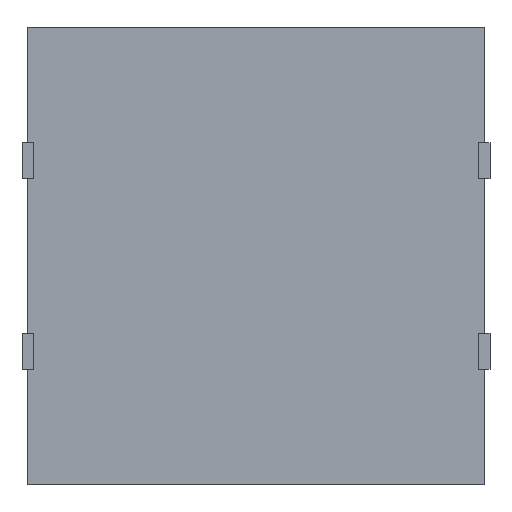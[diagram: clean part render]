
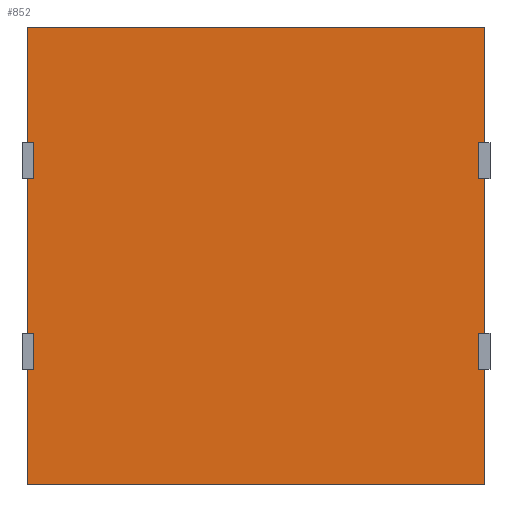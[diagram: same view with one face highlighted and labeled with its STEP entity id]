
A CAD part, front view. The second image highlights one B-rep face of the part: STEP entity #852.
In plain terms, the highlighted planar face has unit normal (0, -1, 0).
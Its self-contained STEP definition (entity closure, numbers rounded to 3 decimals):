
#50=FACE_OUTER_BOUND('',#101,.T.);
#101=EDGE_LOOP('',(#639,#640,#641,#642,#643,#644,#645,#646,#647,#648,#649,
#650,#651,#652,#653,#654,#655,#656,#657,#658));
#160=LINE('',#1253,#268);
#164=LINE('',#1261,#272);
#166=LINE('',#1265,#274);
#168=LINE('',#1269,#276);
#171=LINE('',#1275,#279);
#174=LINE('',#1281,#282);
#176=LINE('',#1285,#284);
#178=LINE('',#1288,#286);
#180=LINE('',#1292,#288);
#181=LINE('',#1294,#289);
#182=LINE('',#1296,#290);
#183=LINE('',#1297,#291);
#184=LINE('',#1299,#292);
#185=LINE('',#1301,#293);
#186=LINE('',#1302,#294);
#187=LINE('',#1304,#295);
#188=LINE('',#1306,#296);
#189=LINE('',#1307,#297);
#190=LINE('',#1309,#298);
#191=LINE('',#1310,#299);
#268=VECTOR('',#1030,3.025);
#272=VECTOR('',#1034,3.025);
#274=VECTOR('',#1036,4.05);
#276=VECTOR('',#1040,12.);
#279=VECTOR('',#1045,3.025);
#282=VECTOR('',#1048,3.025);
#284=VECTOR('',#1050,4.05);
#286=VECTOR('',#1054,12.);
#288=VECTOR('',#1058,0.15);
#289=VECTOR('',#1059,0.15);
#290=VECTOR('',#1060,0.95);
#291=VECTOR('',#1061,0.15);
#292=VECTOR('',#1062,0.15);
#293=VECTOR('',#1063,0.95);
#294=VECTOR('',#1064,0.15);
#295=VECTOR('',#1065,0.15);
#296=VECTOR('',#1066,0.95);
#297=VECTOR('',#1067,0.15);
#298=VECTOR('',#1068,0.15);
#299=VECTOR('',#1069,0.95);
#369=VERTEX_POINT('',#1251);
#370=VERTEX_POINT('',#1252);
#373=VERTEX_POINT('',#1258);
#374=VERTEX_POINT('',#1260);
#375=VERTEX_POINT('',#1262);
#376=VERTEX_POINT('',#1264);
#377=VERTEX_POINT('',#1268);
#379=VERTEX_POINT('',#1274);
#381=VERTEX_POINT('',#1278);
#382=VERTEX_POINT('',#1280);
#383=VERTEX_POINT('',#1282);
#384=VERTEX_POINT('',#1284);
#385=VERTEX_POINT('',#1291);
#386=VERTEX_POINT('',#1293);
#387=VERTEX_POINT('',#1295);
#388=VERTEX_POINT('',#1298);
#389=VERTEX_POINT('',#1300);
#390=VERTEX_POINT('',#1303);
#391=VERTEX_POINT('',#1305);
#392=VERTEX_POINT('',#1308);
#458=EDGE_CURVE('',#369,#370,#160,.T.);
#462=EDGE_CURVE('',#374,#373,#164,.T.);
#464=EDGE_CURVE('',#376,#375,#166,.T.);
#466=EDGE_CURVE('',#373,#377,#168,.T.);
#469=EDGE_CURVE('',#377,#379,#171,.T.);
#472=EDGE_CURVE('',#382,#381,#174,.T.);
#474=EDGE_CURVE('',#384,#383,#176,.T.);
#476=EDGE_CURVE('',#381,#369,#178,.T.);
#478=EDGE_CURVE('',#376,#385,#180,.T.);
#479=EDGE_CURVE('',#386,#375,#181,.T.);
#480=EDGE_CURVE('',#387,#386,#182,.T.);
#481=EDGE_CURVE('',#374,#387,#183,.T.);
#482=EDGE_CURVE('',#388,#379,#184,.T.);
#483=EDGE_CURVE('',#389,#388,#185,.T.);
#484=EDGE_CURVE('',#384,#389,#186,.T.);
#485=EDGE_CURVE('',#390,#383,#187,.T.);
#486=EDGE_CURVE('',#391,#390,#188,.T.);
#487=EDGE_CURVE('',#382,#391,#189,.T.);
#488=EDGE_CURVE('',#392,#370,#190,.T.);
#489=EDGE_CURVE('',#385,#392,#191,.T.);
#639=ORIENTED_EDGE('',*,*,#478,.F.);
#640=ORIENTED_EDGE('',*,*,#464,.T.);
#641=ORIENTED_EDGE('',*,*,#479,.F.);
#642=ORIENTED_EDGE('',*,*,#480,.F.);
#643=ORIENTED_EDGE('',*,*,#481,.F.);
#644=ORIENTED_EDGE('',*,*,#462,.T.);
#645=ORIENTED_EDGE('',*,*,#466,.T.);
#646=ORIENTED_EDGE('',*,*,#469,.T.);
#647=ORIENTED_EDGE('',*,*,#482,.F.);
#648=ORIENTED_EDGE('',*,*,#483,.F.);
#649=ORIENTED_EDGE('',*,*,#484,.F.);
#650=ORIENTED_EDGE('',*,*,#474,.T.);
#651=ORIENTED_EDGE('',*,*,#485,.F.);
#652=ORIENTED_EDGE('',*,*,#486,.F.);
#653=ORIENTED_EDGE('',*,*,#487,.F.);
#654=ORIENTED_EDGE('',*,*,#472,.T.);
#655=ORIENTED_EDGE('',*,*,#476,.T.);
#656=ORIENTED_EDGE('',*,*,#458,.T.);
#657=ORIENTED_EDGE('',*,*,#488,.F.);
#658=ORIENTED_EDGE('',*,*,#489,.F.);
#790=PLANE('',#912);
#852=ADVANCED_FACE('',(#50),#790,.F.);
#912=AXIS2_PLACEMENT_3D('',#1290,#1056,#1057);
#1030=DIRECTION('',(0.,0.,1.));
#1034=DIRECTION('',(0.,0.,1.));
#1036=DIRECTION('',(0.,0.,1.));
#1040=DIRECTION('',(-1.,0.,0.));
#1045=DIRECTION('',(0.,0.,-1.));
#1048=DIRECTION('',(0.,0.,-1.));
#1050=DIRECTION('',(0.,0.,-1.));
#1054=DIRECTION('',(1.,0.,0.));
#1056=DIRECTION('center_axis',(0.,1.,0.));
#1057=DIRECTION('ref_axis',(0.,0.,1.));
#1058=DIRECTION('',(-1.,0.,0.));
#1059=DIRECTION('',(1.,0.,0.));
#1060=DIRECTION('',(0.,0.,-1.));
#1061=DIRECTION('',(-1.,0.,0.));
#1062=DIRECTION('',(-1.,0.,0.));
#1063=DIRECTION('',(0.,0.,1.));
#1064=DIRECTION('',(1.,0.,0.));
#1065=DIRECTION('',(-1.,0.,0.));
#1066=DIRECTION('',(0.,0.,1.));
#1067=DIRECTION('',(1.,0.,0.));
#1068=DIRECTION('',(1.,0.,0.));
#1069=DIRECTION('',(0.,0.,-1.));
#1251=CARTESIAN_POINT('',(12.,0.,-3.5));
#1252=CARTESIAN_POINT('',(12.,0.,-0.475));
#1253=CARTESIAN_POINT('',(12.,0.,-3.5));
#1258=CARTESIAN_POINT('',(12.,0.,8.5));
#1260=CARTESIAN_POINT('',(12.,0.,5.475));
#1261=CARTESIAN_POINT('',(12.,0.,-3.5));
#1262=CARTESIAN_POINT('',(12.,0.,4.525));
#1264=CARTESIAN_POINT('',(12.,0.,0.475));
#1265=CARTESIAN_POINT('',(12.,0.,-3.5));
#1268=CARTESIAN_POINT('',(0.,0.,8.5));
#1269=CARTESIAN_POINT('',(12.,0.,8.5));
#1274=CARTESIAN_POINT('',(0.,0.,5.475));
#1275=CARTESIAN_POINT('',(0.,0.,8.5));
#1278=CARTESIAN_POINT('',(0.,0.,-3.5));
#1280=CARTESIAN_POINT('',(0.,0.,-0.475));
#1281=CARTESIAN_POINT('',(0.,0.,8.5));
#1282=CARTESIAN_POINT('',(0.,0.,0.475));
#1284=CARTESIAN_POINT('',(0.,0.,4.525));
#1285=CARTESIAN_POINT('',(0.,0.,8.5));
#1288=CARTESIAN_POINT('',(0.,0.,-3.5));
#1290=CARTESIAN_POINT('Origin',(6.,0.,2.5));
#1291=CARTESIAN_POINT('',(11.85,0.,0.475));
#1292=CARTESIAN_POINT('',(12.15,0.,0.475));
#1293=CARTESIAN_POINT('',(11.85,0.,4.525));
#1294=CARTESIAN_POINT('',(11.85,0.,4.525));
#1295=CARTESIAN_POINT('',(11.85,0.,5.475));
#1296=CARTESIAN_POINT('',(11.85,0.,5.475));
#1297=CARTESIAN_POINT('',(12.15,0.,5.475));
#1298=CARTESIAN_POINT('',(0.15,0.,5.475));
#1299=CARTESIAN_POINT('',(0.15,0.,5.475));
#1300=CARTESIAN_POINT('',(0.15,0.,4.525));
#1301=CARTESIAN_POINT('',(0.15,0.,4.525));
#1302=CARTESIAN_POINT('',(-0.15,0.,4.525));
#1303=CARTESIAN_POINT('',(0.15,0.,0.475));
#1304=CARTESIAN_POINT('',(0.15,0.,0.475));
#1305=CARTESIAN_POINT('',(0.15,0.,-0.475));
#1306=CARTESIAN_POINT('',(0.15,0.,-0.475));
#1307=CARTESIAN_POINT('',(-0.15,0.,-0.475));
#1308=CARTESIAN_POINT('',(11.85,0.,-0.475));
#1309=CARTESIAN_POINT('',(11.85,0.,-0.475));
#1310=CARTESIAN_POINT('',(11.85,0.,0.475));
